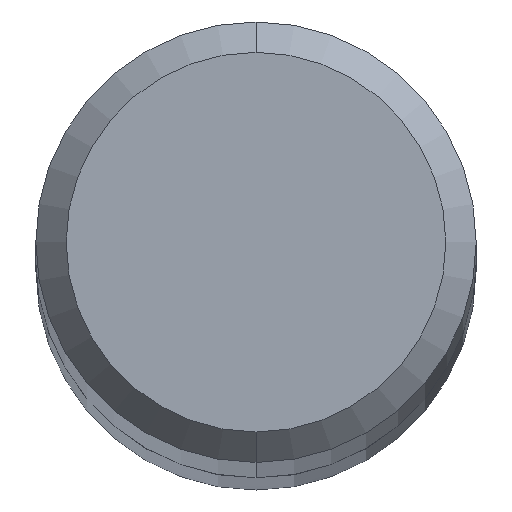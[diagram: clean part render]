
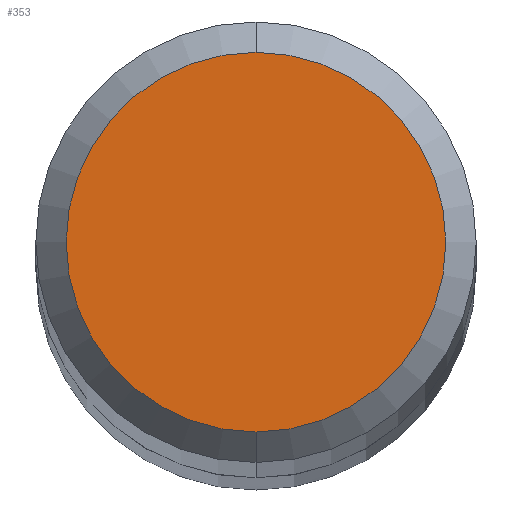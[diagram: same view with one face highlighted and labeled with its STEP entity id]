
A CAD part, top view. The second image highlights one B-rep face of the part: STEP entity #353.
In plain terms, the highlighted planar face has unit normal (0, 0, 1).
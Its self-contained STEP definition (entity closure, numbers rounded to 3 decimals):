
#181=EDGE_CURVE('',#385,#261,#457,.T.);
#261=VERTEX_POINT('',#548);
#313=EDGE_CURVE('',#261,#385,#603,.T.);
#353=ADVANCED_FACE('',(#647),#648,.T.);
#385=VERTEX_POINT('',#685);
#457=CIRCLE('',#772,1.25);
#548=CARTESIAN_POINT('',(0.0,1.25,0.0));
#603=CIRCLE('',#1071,1.25);
#647=FACE_OUTER_BOUND('',#1178,.T.);
#648=PLANE('',#1179);
#685=CARTESIAN_POINT('',(0.,-1.25,0.0));
#772=AXIS2_PLACEMENT_3D('',#1333,#1334,#1335);
#1071=AXIS2_PLACEMENT_3D('',#1505,#1506,#1507);
#1178=EDGE_LOOP('',(#1551,#1552));
#1179=AXIS2_PLACEMENT_3D('',#1553,#1554,#1555);
#1333=CARTESIAN_POINT('',(0.0,0.0,0.0));
#1334=DIRECTION('',(0.0,0.0,-1.0));
#1335=DIRECTION('',(0.0,1.0,0.0));
#1505=CARTESIAN_POINT('',(0.0,0.0,0.0));
#1506=DIRECTION('',(0.0,0.0,-1.0));
#1507=DIRECTION('',(0.0,1.0,0.0));
#1551=ORIENTED_EDGE('',*,*,#313,.F.);
#1552=ORIENTED_EDGE('',*,*,#181,.F.);
#1553=CARTESIAN_POINT('',(0.0,0.625,0.0));
#1554=DIRECTION('',(-0.0,0.0,1.0));
#1555=DIRECTION('',(0.0,-1.0,0.0));
